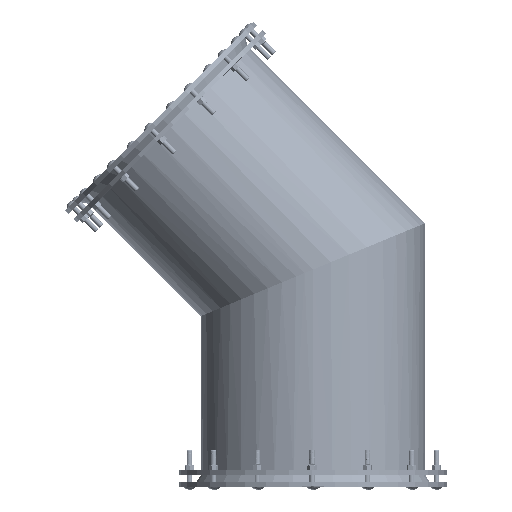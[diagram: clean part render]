
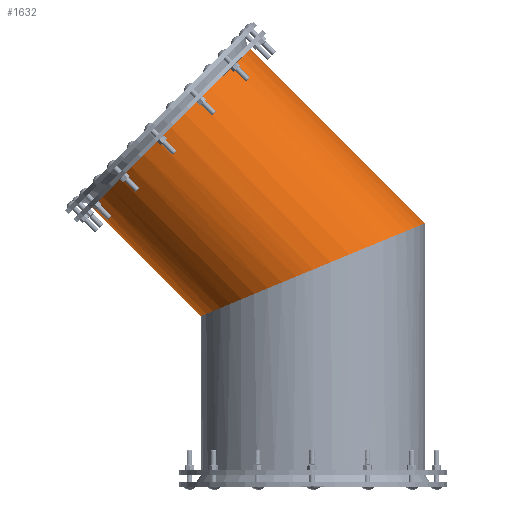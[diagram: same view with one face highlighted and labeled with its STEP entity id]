
A CAD part, top view. The second image highlights one B-rep face of the part: STEP entity #1632.
In plain terms, the highlighted cylindrical face has radius 194.31 mm (diameter 388.62 mm), a partial arc.
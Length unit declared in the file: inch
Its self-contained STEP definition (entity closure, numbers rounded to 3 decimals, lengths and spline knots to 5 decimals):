
#804 = CIRCLE ( 'NONE', #5094, 7.65 ) ;
#889 = CARTESIAN_POINT ( 'NONE',  ( -4.49013, 29.30886, 0. ) ) ;
#1093 = DIRECTION ( 'NONE',  ( -0.707, 0.707, 0. ) ) ;
#1161 = CARTESIAN_POINT ( 'NONE',  ( -7.65, 10.83127, 0. ) ) ;
#1632 = ADVANCED_FACE ( 'NONE', ( #11700 ), #2236, .T. ) ;
#1798 = VERTEX_POINT ( 'NONE', #7942 ) ;
#2049 = ORIENTED_EDGE ( 'NONE', *, *, #14392, .T. ) ;
#2236 = CYLINDRICAL_SURFACE ( 'NONE', #6979, 7.65 ) ;
#2240 = CARTESIAN_POINT ( 'NONE',  ( 4.48127, 15.8562, 7.65 ) ) ;
#2552 = ORIENTED_EDGE ( 'NONE', *, *, #6972, .F. ) ;
#2720 = VERTEX_POINT ( 'NONE', #889 ) ;
#2737 = CARTESIAN_POINT ( 'NONE',  ( -7.65, 10.83127, 4.48127 ) ) ;
#3007 =( BOUNDED_CURVE ( )  B_SPLINE_CURVE ( 3, ( #1161, #2737, #17401, #10611 ),
 .UNSPECIFIED., .F., .F. ) 
 B_SPLINE_CURVE_WITH_KNOTS ( ( 4, 4 ),
 ( 3.14159, 4.71239 ),
 .UNSPECIFIED. ) 
 CURVE ( )  GEOMETRIC_REPRESENTATION_ITEM ( )  RATIONAL_B_SPLINE_CURVE ( ( 1., 0.805, 0.805, 1. ) ) 
 REPRESENTATION_ITEM ( '' )  );
#3775 = ORIENTED_EDGE ( 'NONE', *, *, #6915, .T. ) ;
#4759 = EDGE_CURVE ( 'NONE', #7755, #2720, #12810, .T. ) ;
#4771 = VECTOR ( 'NONE', #1093, 39.37008 ) ;
#4926 = DIRECTION ( 'NONE',  ( -0.707, 0.707, 0. ) ) ;
#5094 = AXIS2_PLACEMENT_3D ( 'NONE', #8476, #13898, #6808 ) ;
#6674 = CARTESIAN_POINT ( 'NONE',  ( -7.65, 10.83127, 0. ) ) ;
#6808 = DIRECTION ( 'NONE',  ( 0.707, 0.707, 0. ) ) ;
#6915 = EDGE_CURVE ( 'NONE', #2720, #8987, #804, .T. ) ;
#6972 = EDGE_CURVE ( 'NONE', #14092, #8987, #10556, .T. ) ;
#6979 = AXIS2_PLACEMENT_3D ( 'NONE', #9112, #4926, #15565 ) ;
#7755 = VERTEX_POINT ( 'NONE', #15044 ) ;
#7942 = CARTESIAN_POINT ( 'NONE',  ( 0., 14., 7.65 ) ) ;
#8476 = CARTESIAN_POINT ( 'NONE',  ( -9.89949, 23.89949, 0. ) ) ;
#8987 = VERTEX_POINT ( 'NONE', #14096 ) ;
#9112 = CARTESIAN_POINT ( 'NONE',  ( 2.46748, 11.53252, 0. ) ) ;
#10019 = EDGE_LOOP ( 'NONE', ( #2049, #14477, #15339, #3775, #2552 ) ) ;
#10457 = CARTESIAN_POINT ( 'NONE',  ( 7.65, 17.16873, 0. ) ) ;
#10556 = LINE ( 'NONE', #11792, #4771 ) ;
#10611 = CARTESIAN_POINT ( 'NONE',  ( 0., 14., 7.65 ) ) ;
#11211 = DIRECTION ( 'NONE',  ( -0.707, 0.707, 0. ) ) ;
#11700 = FACE_OUTER_BOUND ( 'NONE', #10019, .T. ) ;
#11792 = CARTESIAN_POINT ( 'NONE',  ( -2.94189, 6.12315, 0. ) ) ;
#12503 = EDGE_CURVE ( 'NONE', #1798, #7755, #17169, .T. ) ;
#12583 = CARTESIAN_POINT ( 'NONE',  ( 0., 14., 7.65 ) ) ;
#12810 = LINE ( 'NONE', #15533, #15519 ) ;
#13898 = DIRECTION ( 'NONE',  ( 0.707, -0.707, 0. ) ) ;
#14092 = VERTEX_POINT ( 'NONE', #6674 ) ;
#14096 = CARTESIAN_POINT ( 'NONE',  ( -15.30886, 18.49013, 0. ) ) ;
#14392 = EDGE_CURVE ( 'NONE', #14092, #1798, #3007, .T. ) ;
#14477 = ORIENTED_EDGE ( 'NONE', *, *, #12503, .T. ) ;
#15044 = CARTESIAN_POINT ( 'NONE',  ( 7.65, 17.16873, 0. ) ) ;
#15339 = ORIENTED_EDGE ( 'NONE', *, *, #4759, .T. ) ;
#15519 = VECTOR ( 'NONE', #11211, 39.37008 ) ;
#15533 = CARTESIAN_POINT ( 'NONE',  ( 7.87685, 16.94189, 0. ) ) ;
#15565 = DIRECTION ( 'NONE',  ( -0.707, -0.707, 0. ) ) ;
#17169 =( BOUNDED_CURVE ( )  B_SPLINE_CURVE ( 3, ( #12583, #2240, #17334, #10457 ),
 .UNSPECIFIED., .F., .F. ) 
 B_SPLINE_CURVE_WITH_KNOTS ( ( 4, 4 ),
 ( 4.71239, 6.28319 ),
 .UNSPECIFIED. ) 
 CURVE ( )  GEOMETRIC_REPRESENTATION_ITEM ( )  RATIONAL_B_SPLINE_CURVE ( ( 1., 0.805, 0.805, 1. ) ) 
 REPRESENTATION_ITEM ( '' )  );
#17334 = CARTESIAN_POINT ( 'NONE',  ( 7.65, 17.16873, 4.48127 ) ) ;
#17401 = CARTESIAN_POINT ( 'NONE',  ( -4.48127, 12.1438, 7.65 ) ) ;
